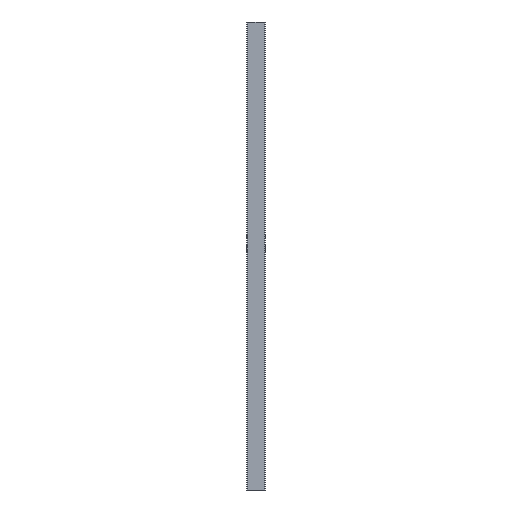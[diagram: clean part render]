
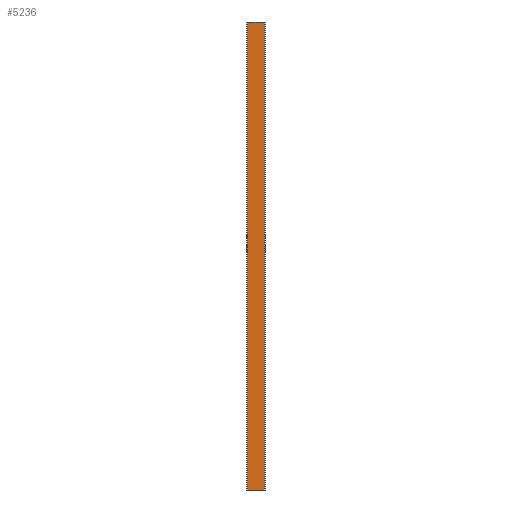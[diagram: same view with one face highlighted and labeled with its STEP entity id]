
A CAD part, left-side view. The second image highlights one B-rep face of the part: STEP entity #5236.
In plain terms, the highlighted planar face has unit normal (-1, 0, 0).
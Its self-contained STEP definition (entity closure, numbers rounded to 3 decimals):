
#46 = VECTOR ( 'NONE', #5499, 1000. ) ;
#60 = EDGE_CURVE ( 'NONE', #6227, #380, #528, .T. ) ;
#87 = FACE_OUTER_BOUND ( 'NONE', #1576, .T. ) ;
#380 = VERTEX_POINT ( 'NONE', #1603 ) ;
#422 = AXIS2_PLACEMENT_3D ( 'NONE', #3826, #2861, #5559 ) ;
#528 = LINE ( 'NONE', #4437, #46 ) ;
#1163 = PLANE ( 'NONE',  #422 ) ;
#1174 = ORIENTED_EDGE ( 'NONE', *, *, #6486, .T. ) ;
#1213 = CARTESIAN_POINT ( 'NONE',  ( 2.376, 68.335, 1000. ) ) ;
#1265 = DIRECTION ( 'NONE',  ( 0., -1., 0. ) ) ;
#1400 = LINE ( 'NONE', #1858, #3595 ) ;
#1576 = EDGE_LOOP ( 'NONE', ( #1174, #4210, #3612, #3280 ) ) ;
#1603 = CARTESIAN_POINT ( 'NONE',  ( 2.376, 32.335, 1000. ) ) ;
#1737 = LINE ( 'NONE', #1213, #3018 ) ;
#1858 = CARTESIAN_POINT ( 'NONE',  ( 2.376, 32.335, 0. ) ) ;
#2298 = DIRECTION ( 'NONE',  ( 0., 0., -1. ) ) ;
#2429 = EDGE_CURVE ( 'NONE', #380, #5677, #4339, .T. ) ;
#2525 = EDGE_CURVE ( 'NONE', #6227, #5977, #1737, .T. ) ;
#2837 = CARTESIAN_POINT ( 'NONE',  ( 2.376, 68.335, 0. ) ) ;
#2861 = DIRECTION ( 'NONE',  ( 1., 0., 0. ) ) ;
#3018 = VECTOR ( 'NONE', #2298, 1000. ) ;
#3280 = ORIENTED_EDGE ( 'NONE', *, *, #2525, .T. ) ;
#3581 = VECTOR ( 'NONE', #7030, 1000. ) ;
#3595 = VECTOR ( 'NONE', #1265, 1000. ) ;
#3612 = ORIENTED_EDGE ( 'NONE', *, *, #60, .F. ) ;
#3788 = CARTESIAN_POINT ( 'NONE',  ( 2.376, 68.335, 1000. ) ) ;
#3826 = CARTESIAN_POINT ( 'NONE',  ( 2.376, 32.335, 1000. ) ) ;
#4210 = ORIENTED_EDGE ( 'NONE', *, *, #2429, .F. ) ;
#4339 = LINE ( 'NONE', #4865, #3581 ) ;
#4437 = CARTESIAN_POINT ( 'NONE',  ( 2.376, 32.335, 1000. ) ) ;
#4679 = CARTESIAN_POINT ( 'NONE',  ( 2.376, 32.335, 0. ) ) ;
#4865 = CARTESIAN_POINT ( 'NONE',  ( 2.376, 32.335, 1000. ) ) ;
#5236 = ADVANCED_FACE ( 'NONE', ( #87 ), #1163, .F. ) ;
#5499 = DIRECTION ( 'NONE',  ( 0., -1., 0. ) ) ;
#5559 = DIRECTION ( 'NONE',  ( 0., 1., 0. ) ) ;
#5677 = VERTEX_POINT ( 'NONE', #4679 ) ;
#5977 = VERTEX_POINT ( 'NONE', #2837 ) ;
#6227 = VERTEX_POINT ( 'NONE', #3788 ) ;
#6486 = EDGE_CURVE ( 'NONE', #5977, #5677, #1400, .T. ) ;
#7030 = DIRECTION ( 'NONE',  ( 0., 0., -1. ) ) ;
